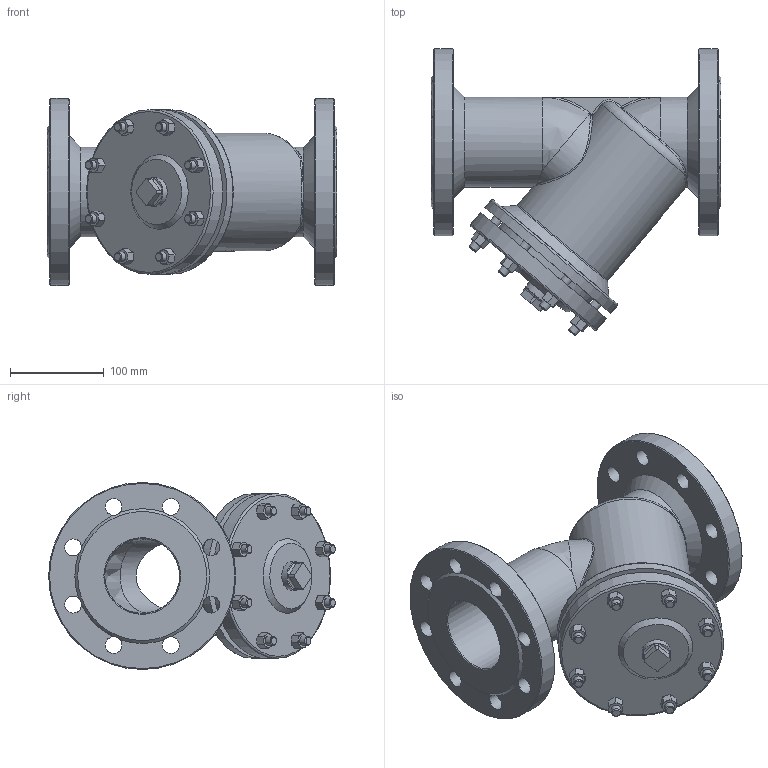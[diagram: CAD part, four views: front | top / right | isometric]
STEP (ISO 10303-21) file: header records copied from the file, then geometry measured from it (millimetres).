
FILE_DESCRIPTION(/* description */ (''),/* implementation_level */ '2;1');
FILE_NAME(/* name */ 'DN80_3D_STEP.stp',/* time_stamp */ '2025-12-18T23:46:17+03:00',/* author */ ('igorr'),/* organization */ (''),/* preprocessor_version */ 'ST-DEVELOPER v20',/* originating_system */ 'Autodesk Inventor 2025',/* authorisation */ '');
FILE_SCHEMA (('AUTOMOTIVE_DESIGN { 1 0 10303 214 3 1 1 }'));
Length unit declared in the file: millimetre
Products named in the file (3): Сборка; Деталь1; ANSI B18.2.4.2M - M10x1,5
Assembly tree (9 placements, depth 2):
  Сборка
    Деталь1
    ANSI B18.2.4.2M - M10x1,5  x8
Bounding box: 310 x 306.45 x 200 mm (x, y, z)
Volume: 3736112.5 mm3; surface area: 423676.9 mm2
Topology: 9 solids, 9 shells, 410 faces, 1007 edges, 617 vertices
Faces by surface type: plane 134, cone 130, cylinder 84, bspline 42, torus 16, sphere 4
Full cylindrical faces by diameter (mm): 8.376 x8, 10 x16, 18 x16, 30 x1, 80 x4, 96 x2, 126 x2, 176 x2, 200 x2
Entity records: 9796 total; most frequent: CARTESIAN_POINT 3251, ORIENTED_EDGE 1302, DIRECTION 1302, EDGE_CURVE 651, AXIS2_PLACEMENT_3D 562, VERTEX_POINT 414, EDGE_LOOP 309, CIRCLE 257
